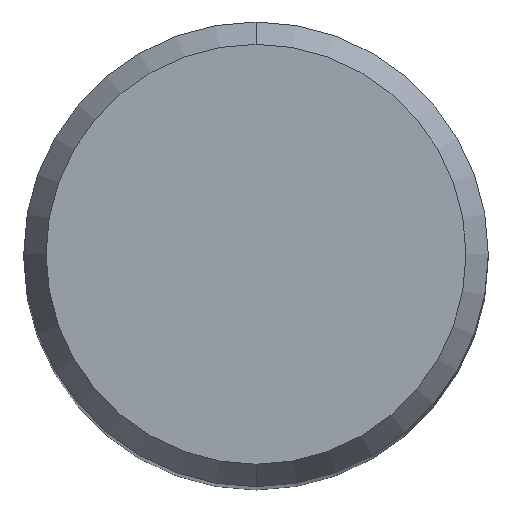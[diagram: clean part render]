
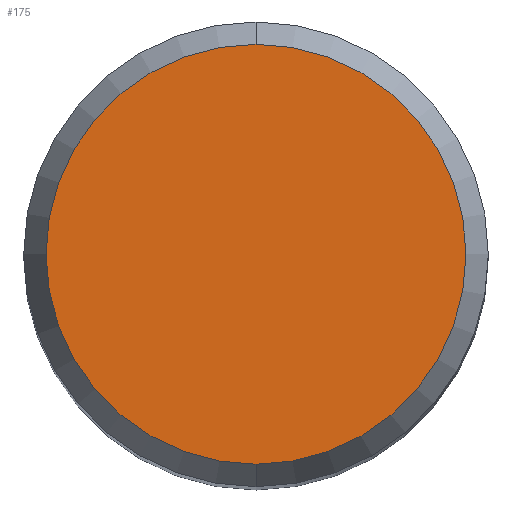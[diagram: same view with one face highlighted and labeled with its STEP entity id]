
A CAD part, top view. The second image highlights one B-rep face of the part: STEP entity #175.
In plain terms, the highlighted planar face has unit normal (0, 0, 1).
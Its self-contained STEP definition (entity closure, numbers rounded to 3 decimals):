
#105=EDGE_CURVE('',#201,#199,#256,.T.);
#167=EDGE_CURVE('',#199,#201,#325,.T.);
#175=ADVANCED_FACE('',(#334),#335,.T.);
#199=VERTEX_POINT('',#362);
#201=VERTEX_POINT('',#364);
#256=CIRCLE('',#419,4.304);
#325=CIRCLE('',#510,4.304);
#334=FACE_OUTER_BOUND('',#519,.T.);
#335=PLANE('',#520);
#362=CARTESIAN_POINT('',(0.0,4.304,0.));
#364=CARTESIAN_POINT('',(0.,-4.304,0.));
#419=AXIS2_PLACEMENT_3D('',#602,#603,#604);
#510=AXIS2_PLACEMENT_3D('',#688,#689,#690);
#519=EDGE_LOOP('',(#704,#705));
#520=AXIS2_PLACEMENT_3D('',#706,#707,#708);
#602=CARTESIAN_POINT('',(0.0,0.0,0.));
#603=DIRECTION('',(0.0,0.0,-1.0));
#604=DIRECTION('',(0.0,1.0,0.0));
#688=CARTESIAN_POINT('',(0.0,0.0,0.));
#689=DIRECTION('',(0.0,0.0,-1.0));
#690=DIRECTION('',(0.0,1.0,0.0));
#704=ORIENTED_EDGE('',*,*,#167,.F.);
#705=ORIENTED_EDGE('',*,*,#105,.F.);
#706=CARTESIAN_POINT('',(0.0,2.152,0.));
#707=DIRECTION('',(-0.0,0.0,1.0));
#708=DIRECTION('',(0.0,-1.0,0.0));
